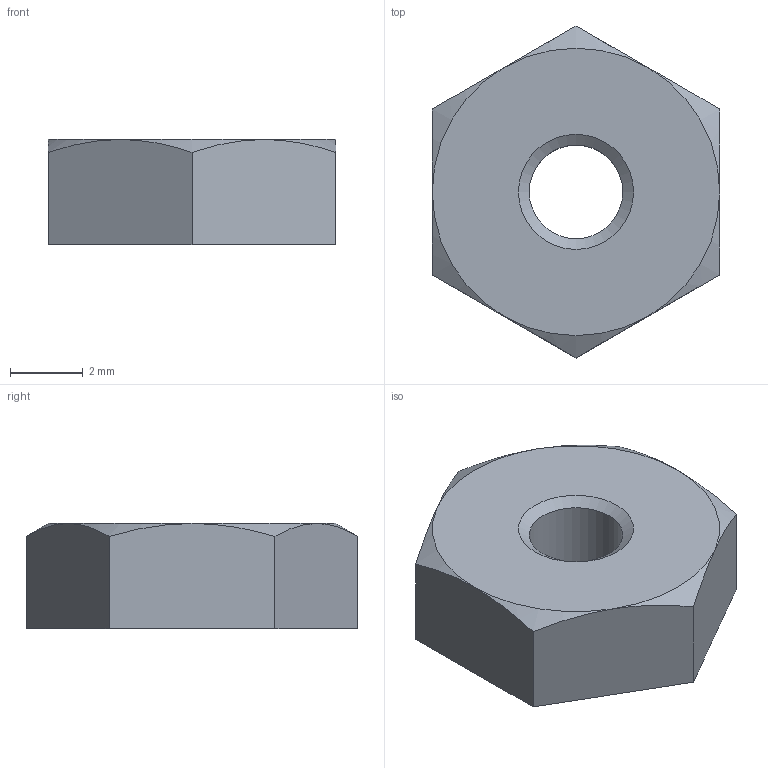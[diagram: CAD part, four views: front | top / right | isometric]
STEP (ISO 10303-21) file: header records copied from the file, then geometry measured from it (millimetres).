
FILE_DESCRIPTION(/* description */ (''),/* implementation_level */ '2;1');
FILE_NAME(/* name */ 'TP_SENSOR_NUT_1_1.stp',/* time_stamp */ '2017-01-08T14:38:56-05:00',/* author */ ('jeff1'),/* organization */ (''),/* preprocessor_version */ 'ST-DEVELOPER v16.5',/* originating_system */ 'Autodesk Inventor 2017',/* authorisation */ '');
FILE_SCHEMA (('AUTOMOTIVE_DESIGN { 1 0 10303 214 3 1 1 }'));
Length unit declared in the file: inch
Products named in the file (1): TP_SENSOR_NUT_1_1
Bounding box: 7.92 x 9.15 x 2.9 mm (x, y, z)
Volume: 141.2 mm3; surface area: 196.6 mm2
Topology: 1 solids, 1 shells, 18 faces, 41 edges, 25 vertices
Faces by surface type: plane 8, cone 8, cylinder 2
Full cylindrical faces by diameter (mm): 2.578 x1, 3.175 x1
Entity records: 486 total; most frequent: CARTESIAN_POINT 101, DIRECTION 72, ORIENTED_EDGE 70, EDGE_CURVE 35, AXIS2_PLACEMENT_3D 30, EDGE_LOOP 24, VERTEX_POINT 23, FACE_OUTER_BOUND 18
